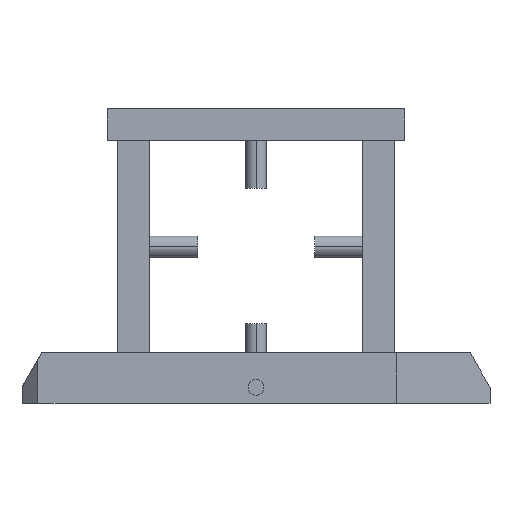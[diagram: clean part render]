
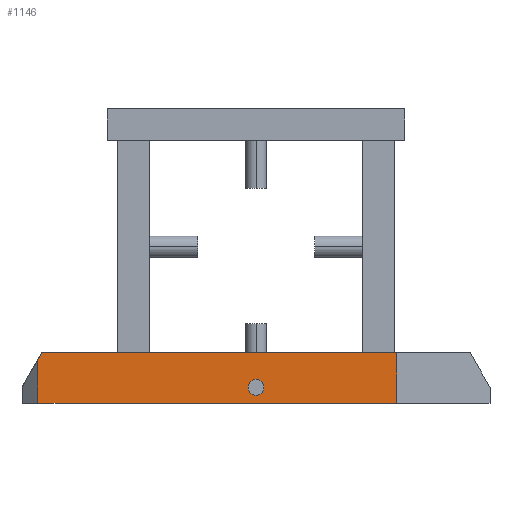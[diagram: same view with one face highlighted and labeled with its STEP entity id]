
A CAD part, front view. The second image highlights one B-rep face of the part: STEP entity #1146.
In plain terms, the highlighted planar face has unit normal (0, -1, 0).
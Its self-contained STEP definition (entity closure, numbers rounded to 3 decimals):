
#84=CARTESIAN_POINT('Vertex',(7.46,-93.,38.)) ;
#87=CARTESIAN_POINT('Line Origine',(74.23,-93.,38.)) ;
#91=CARTESIAN_POINT('Vertex',(141.,-93.,38.)) ;
#569=CARTESIAN_POINT('Vertex',(141.,-93.,19.)) ;
#572=CARTESIAN_POINT('Line Origine',(73.5,-93.,19.)) ;
#576=CARTESIAN_POINT('Vertex',(6.,-93.,19.)) ;
#1091=CARTESIAN_POINT('Line Origine',(141.,-93.,28.5)) ;
#1104=CARTESIAN_POINT('Axis2P3D Location',(88.,-93.,25.)) ;
#1109=CARTESIAN_POINT('Line Origine',(6.73,-93.,36.736)) ;
#1113=CARTESIAN_POINT('Vertex',(6.,-93.,35.472)) ;
#1116=CARTESIAN_POINT('Line Origine',(6.,-93.,27.236)) ;
#1128=CARTESIAN_POINT('Axis2P3D Location',(88.,-93.,25.)) ;
#1132=CARTESIAN_POINT('Vertex',(88.,-93.,28.)) ;
#1134=CARTESIAN_POINT('Vertex',(88.,-93.,22.)) ;
#1137=CARTESIAN_POINT('Axis2P3D Location',(88.,-93.,25.)) ;
#88=DIRECTION('Vector Direction',(1.,0.,0.)) ;
#573=DIRECTION('Vector Direction',(1.,0.,0.)) ;
#1092=DIRECTION('Vector Direction',(0.,0.,-1.)) ;
#1105=DIRECTION('Axis2P3D Direction',(0.,1.,0.)) ;
#1106=DIRECTION('Axis2P3D XDirection',(0.,0.,-1.)) ;
#1110=DIRECTION('Vector Direction',(0.5,0.,0.866)) ;
#1117=DIRECTION('Vector Direction',(0.,0.,-1.)) ;
#1129=DIRECTION('Axis2P3D Direction',(0.,1.,0.)) ;
#1138=DIRECTION('Axis2P3D Direction',(0.,1.,0.)) ;
#1107=AXIS2_PLACEMENT_3D('Plane Axis2P3D',#1104,#1105,#1106) ;
#1130=AXIS2_PLACEMENT_3D('Circle Axis2P3D',#1128,#1129,$) ;
#1139=AXIS2_PLACEMENT_3D('Circle Axis2P3D',#1137,#1138,$) ;
#1122=ORIENTED_EDGE('',*,*,#1115,.F.) ;
#1123=ORIENTED_EDGE('',*,*,#1120,.T.) ;
#1124=ORIENTED_EDGE('',*,*,#578,.T.) ;
#1125=ORIENTED_EDGE('',*,*,#1095,.F.) ;
#1126=ORIENTED_EDGE('',*,*,#93,.F.) ;
#1143=ORIENTED_EDGE('',*,*,#1136,.F.) ;
#1144=ORIENTED_EDGE('',*,*,#1141,.F.) ;
#1145=FACE_BOUND('',#1142,.T.) ;
#89=VECTOR('Line Direction',#88,1.) ;
#574=VECTOR('Line Direction',#573,1.) ;
#1093=VECTOR('Line Direction',#1092,1.) ;
#1111=VECTOR('Line Direction',#1110,1.) ;
#1118=VECTOR('Line Direction',#1117,1.) ;
#1146=ADVANCED_FACE('Body.23 ( *SOL6 - wsp *MASTER -  )',(#1127,#1145),#1108,.F.) ;
#1131=CIRCLE('generated circle',#1130,3.) ;
#1140=CIRCLE('generated circle',#1139,3.) ;
#93=EDGE_CURVE('',#85,#92,#90,.T.) ;
#578=EDGE_CURVE('',#577,#570,#575,.T.) ;
#1095=EDGE_CURVE('',#92,#570,#1094,.T.) ;
#1115=EDGE_CURVE('',#1114,#85,#1112,.T.) ;
#1120=EDGE_CURVE('',#1114,#577,#1119,.T.) ;
#1136=EDGE_CURVE('',#1133,#1135,#1131,.F.) ;
#1141=EDGE_CURVE('',#1135,#1133,#1140,.F.) ;
#1121=EDGE_LOOP('',(#1122,#1123,#1124,#1125,#1126)) ;
#1142=EDGE_LOOP('',(#1143,#1144)) ;
#1127=FACE_OUTER_BOUND('',#1121,.T.) ;
#90=LINE('Line',#87,#89) ;
#575=LINE('Line',#572,#574) ;
#1094=LINE('Line',#1091,#1093) ;
#1112=LINE('Line',#1109,#1111) ;
#1119=LINE('Line',#1116,#1118) ;
#1108=PLANE('',#1107) ;
#85=VERTEX_POINT('',#84) ;
#92=VERTEX_POINT('',#91) ;
#570=VERTEX_POINT('',#569) ;
#577=VERTEX_POINT('',#576) ;
#1114=VERTEX_POINT('',#1113) ;
#1133=VERTEX_POINT('',#1132) ;
#1135=VERTEX_POINT('',#1134) ;
